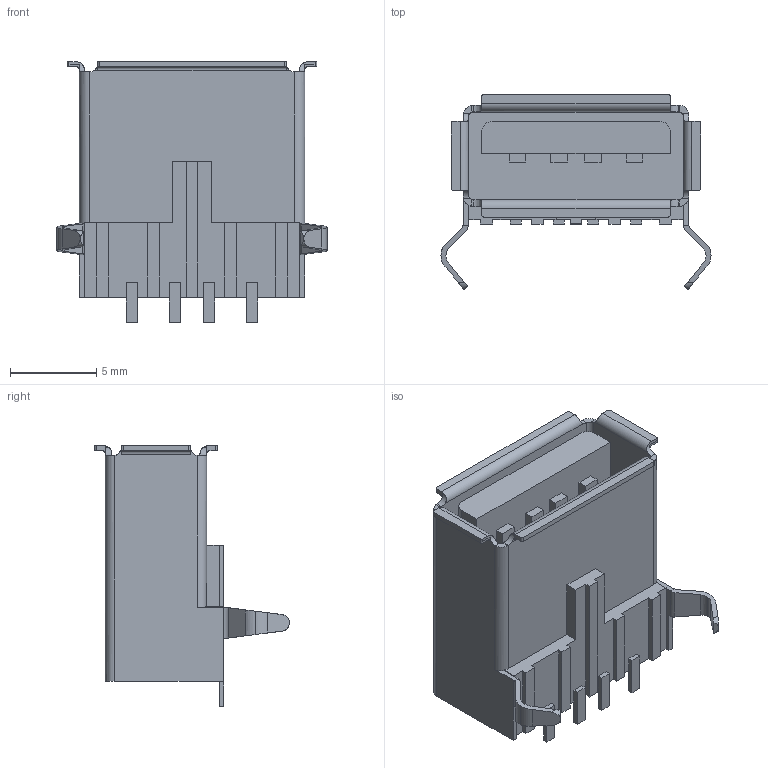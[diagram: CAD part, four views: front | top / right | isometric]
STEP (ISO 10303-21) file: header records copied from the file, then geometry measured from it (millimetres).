
FILE_DESCRIPTION(('STEP AP214'),'1');
FILE_NAME('usb_a-usb_a_smt.stp','2016-05-07T08:53:03',('TraceParts'),('TraceParts S.A.'),'Spatial InterOp 3D',' ',' ');
FILE_SCHEMA(('automotive_design'));
Length unit declared in the file: millimetre
Products named in the file (1): 1
Bounding box: 15.7 x 11.31 x 15.15 mm (x, y, z)
Volume: 536.2 mm3; surface area: 1637.7 mm2
Topology: 1 solids, 1 shells, 201 faces, 566 edges, 368 vertices
Faces by surface type: plane 149, cylinder 52
Entity records: 8274 total; most frequent: CARTESIAN_POINT 1376, ORIENTED_EDGE 1132, DIRECTION 1084, EDGE_CURVE 566, LINE 412, VECTOR 412, VERTEX_POINT 368, AXIS2_PLACEMENT_3D 336
